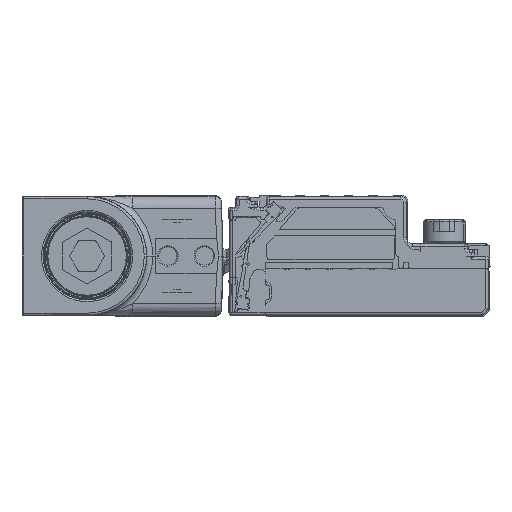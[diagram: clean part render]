
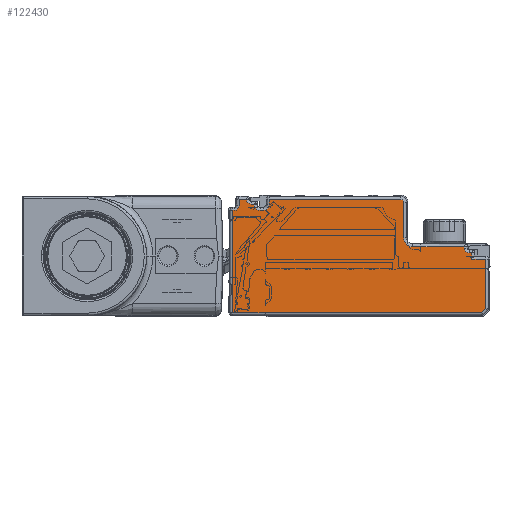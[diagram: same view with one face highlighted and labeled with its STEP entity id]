
A CAD part, left-side view. The second image highlights one B-rep face of the part: STEP entity #122430.
In plain terms, the highlighted planar face has unit normal (-1, 0, 0).
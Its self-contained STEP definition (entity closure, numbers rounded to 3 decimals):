
#119102=AXIS2_PLACEMENT_3D('Circle Axis2P3D',#119100,#119101,$) ;
#122225=AXIS2_PLACEMENT_3D('Circle Axis2P3D',#122223,#122224,$) ;
#122261=AXIS2_PLACEMENT_3D('Plane Axis2P3D',#122258,#122259,#122260) ;
#122291=AXIS2_PLACEMENT_3D('Circle Axis2P3D',#122289,#122290,$) ;
#122310=AXIS2_PLACEMENT_3D('Circle Axis2P3D',#122308,#122309,$) ;
#122324=AXIS2_PLACEMENT_3D('Circle Axis2P3D',#122322,#122323,$) ;
#122338=AXIS2_PLACEMENT_3D('Circle Axis2P3D',#122336,#122337,$) ;
#122359=AXIS2_PLACEMENT_3D('Circle Axis2P3D',#122357,#122358,$) ;
#117879=CARTESIAN_POINT('Vertex',(-728.,36.3,11.3)) ;
#117882=CARTESIAN_POINT('Line Origine',(-728.,21.5,11.3)) ;
#117886=CARTESIAN_POINT('Vertex',(-728.,14.7,11.3)) ;
#119058=CARTESIAN_POINT('Vertex',(-728.,3.,2.5)) ;
#119097=CARTESIAN_POINT('Vertex',(-728.,4.2,3.3)) ;
#119100=CARTESIAN_POINT('Axis2P3D Location',(-728.,3.4,3.3)) ;
#119104=CARTESIAN_POINT('Vertex',(-728.,3.4,2.5)) ;
#122223=CARTESIAN_POINT('Axis2P3D Location',(-728.,14.7,10.8)) ;
#122227=CARTESIAN_POINT('Vertex',(-728.,14.2,10.8)) ;
#122258=CARTESIAN_POINT('Axis2P3D Location',(-728.,0.2,-7.8)) ;
#122263=CARTESIAN_POINT('Line Origine',(-728.,3.,2.)) ;
#122267=CARTESIAN_POINT('Vertex',(-728.,3.,1.5)) ;
#122270=CARTESIAN_POINT('Line Origine',(-728.,3.2,2.5)) ;
#122275=CARTESIAN_POINT('Line Origine',(-728.,4.2,3.4)) ;
#122279=CARTESIAN_POINT('Vertex',(-728.,4.2,3.5)) ;
#122282=CARTESIAN_POINT('Line Origine',(-728.,8.45,3.5)) ;
#122286=CARTESIAN_POINT('Vertex',(-728.,12.7,3.5)) ;
#122289=CARTESIAN_POINT('Axis2P3D Location',(-728.,12.7,5.)) ;
#122293=CARTESIAN_POINT('Vertex',(-728.,14.2,5.)) ;
#122296=CARTESIAN_POINT('Line Origine',(-728.,14.2,7.9)) ;
#122301=CARTESIAN_POINT('Line Origine',(-728.,36.3,10.9)) ;
#122305=CARTESIAN_POINT('Vertex',(-728.,36.3,10.5)) ;
#122308=CARTESIAN_POINT('Axis2P3D Location',(-728.,37.3,10.5)) ;
#122312=CARTESIAN_POINT('Vertex',(-728.,37.3,9.5)) ;
#122315=CARTESIAN_POINT('Line Origine',(-728.,37.55,9.5)) ;
#122319=CARTESIAN_POINT('Vertex',(-728.,37.8,9.5)) ;
#122322=CARTESIAN_POINT('Axis2P3D Location',(-728.,37.8,10.5)) ;
#122326=CARTESIAN_POINT('Vertex',(-728.,38.8,10.5)) ;
#122329=CARTESIAN_POINT('Line Origine',(-728.,39.05,10.5)) ;
#122333=CARTESIAN_POINT('Vertex',(-728.,39.3,10.5)) ;
#122336=CARTESIAN_POINT('Axis2P3D Location',(-728.,39.3,11.3)) ;
#122340=CARTESIAN_POINT('Vertex',(-728.,40.1,11.3)) ;
#122343=CARTESIAN_POINT('Line Origine',(-728.,40.7,11.3)) ;
#122347=CARTESIAN_POINT('Vertex',(-728.,41.3,11.3)) ;
#122350=CARTESIAN_POINT('Line Origine',(-728.,41.3,10.8)) ;
#122354=CARTESIAN_POINT('Vertex',(-728.,41.3,10.3)) ;
#122357=CARTESIAN_POINT('Axis2P3D Location',(-728.,42.1,10.3)) ;
#122361=CARTESIAN_POINT('Vertex',(-728.,42.1,9.5)) ;
#122364=CARTESIAN_POINT('Line Origine',(-728.,42.2,9.5)) ;
#122368=CARTESIAN_POINT('Vertex',(-728.,42.3,9.5)) ;
#122371=CARTESIAN_POINT('Line Origine',(-728.,42.3,1.1)) ;
#122375=CARTESIAN_POINT('Vertex',(-728.,42.3,-7.3)) ;
#122378=CARTESIAN_POINT('Line Origine',(-728.,21.854,-7.3)) ;
#122382=CARTESIAN_POINT('Vertex',(-728.,1.407,-7.3)) ;
#122385=CARTESIAN_POINT('Line Origine',(-728.,1.054,-6.946)) ;
#122389=CARTESIAN_POINT('Vertex',(-728.,0.7,-6.593)) ;
#122392=CARTESIAN_POINT('Line Origine',(-728.,0.7,-2.546)) ;
#122396=CARTESIAN_POINT('Vertex',(-728.,0.7,1.5)) ;
#122399=CARTESIAN_POINT('Line Origine',(-728.,1.85,1.5)) ;
#117883=DIRECTION('Vector Direction',(0.,-1.,0.)) ;
#119101=DIRECTION('Axis2P3D Direction',(1.,0.,0.)) ;
#122224=DIRECTION('Axis2P3D Direction',(1.,0.,0.)) ;
#122259=DIRECTION('Axis2P3D Direction',(-1.,0.,0.)) ;
#122260=DIRECTION('Axis2P3D XDirection',(0.,0.,1.)) ;
#122264=DIRECTION('Vector Direction',(0.,0.,1.)) ;
#122271=DIRECTION('Vector Direction',(0.,1.,0.)) ;
#122276=DIRECTION('Vector Direction',(0.,0.,-1.)) ;
#122283=DIRECTION('Vector Direction',(0.,1.,0.)) ;
#122290=DIRECTION('Axis2P3D Direction',(-1.,0.,0.)) ;
#122297=DIRECTION('Vector Direction',(0.,0.,1.)) ;
#122302=DIRECTION('Vector Direction',(0.,0.,-1.)) ;
#122309=DIRECTION('Axis2P3D Direction',(-1.,0.,0.)) ;
#122316=DIRECTION('Vector Direction',(0.,1.,0.)) ;
#122323=DIRECTION('Axis2P3D Direction',(-1.,0.,0.)) ;
#122330=DIRECTION('Vector Direction',(0.,-1.,0.)) ;
#122337=DIRECTION('Axis2P3D Direction',(-1.,0.,0.)) ;
#122344=DIRECTION('Vector Direction',(0.,1.,0.)) ;
#122351=DIRECTION('Vector Direction',(0.,0.,-1.)) ;
#122358=DIRECTION('Axis2P3D Direction',(-1.,0.,0.)) ;
#122365=DIRECTION('Vector Direction',(0.,1.,0.)) ;
#122372=DIRECTION('Vector Direction',(0.,0.,-1.)) ;
#122379=DIRECTION('Vector Direction',(0.,-1.,0.)) ;
#122386=DIRECTION('Vector Direction',(0.,-0.707,0.707)) ;
#122393=DIRECTION('Vector Direction',(0.,0.,1.)) ;
#122400=DIRECTION('Vector Direction',(0.,1.,0.)) ;
#117884=VECTOR('Line Direction',#117883,1.) ;
#122265=VECTOR('Line Direction',#122264,1.) ;
#122272=VECTOR('Line Direction',#122271,1.) ;
#122277=VECTOR('Line Direction',#122276,1.) ;
#122284=VECTOR('Line Direction',#122283,1.) ;
#122298=VECTOR('Line Direction',#122297,1.) ;
#122303=VECTOR('Line Direction',#122302,1.) ;
#122317=VECTOR('Line Direction',#122316,1.) ;
#122331=VECTOR('Line Direction',#122330,1.) ;
#122345=VECTOR('Line Direction',#122344,1.) ;
#122352=VECTOR('Line Direction',#122351,1.) ;
#122366=VECTOR('Line Direction',#122365,1.) ;
#122373=VECTOR('Line Direction',#122372,1.) ;
#122380=VECTOR('Line Direction',#122379,1.) ;
#122387=VECTOR('Line Direction',#122386,1.) ;
#122394=VECTOR('Line Direction',#122393,1.) ;
#122401=VECTOR('Line Direction',#122400,1.) ;
#122405=ORIENTED_EDGE('',*,*,#122269,.T.) ;
#122406=ORIENTED_EDGE('',*,*,#122274,.T.) ;
#122407=ORIENTED_EDGE('',*,*,#119106,.T.) ;
#122408=ORIENTED_EDGE('',*,*,#122281,.T.) ;
#122409=ORIENTED_EDGE('',*,*,#122288,.T.) ;
#122410=ORIENTED_EDGE('',*,*,#122295,.T.) ;
#122411=ORIENTED_EDGE('',*,*,#122300,.T.) ;
#122412=ORIENTED_EDGE('',*,*,#122229,.T.) ;
#122413=ORIENTED_EDGE('',*,*,#117888,.T.) ;
#122414=ORIENTED_EDGE('',*,*,#122307,.T.) ;
#122415=ORIENTED_EDGE('',*,*,#122314,.T.) ;
#122416=ORIENTED_EDGE('',*,*,#122321,.T.) ;
#122417=ORIENTED_EDGE('',*,*,#122328,.T.) ;
#122418=ORIENTED_EDGE('',*,*,#122335,.T.) ;
#122419=ORIENTED_EDGE('',*,*,#122342,.T.) ;
#122420=ORIENTED_EDGE('',*,*,#122349,.T.) ;
#122421=ORIENTED_EDGE('',*,*,#122356,.T.) ;
#122422=ORIENTED_EDGE('',*,*,#122363,.T.) ;
#122423=ORIENTED_EDGE('',*,*,#122370,.T.) ;
#122424=ORIENTED_EDGE('',*,*,#122377,.T.) ;
#122425=ORIENTED_EDGE('',*,*,#122384,.T.) ;
#122426=ORIENTED_EDGE('',*,*,#122391,.T.) ;
#122427=ORIENTED_EDGE('',*,*,#122398,.T.) ;
#122428=ORIENTED_EDGE('',*,*,#122403,.T.) ;
#122430=ADVANCED_FACE('Brep With Voids',(#122429),#122262,.T.) ;
#119103=CIRCLE('generated circle',#119102,0.8) ;
#122226=CIRCLE('generated circle',#122225,0.5) ;
#122292=CIRCLE('generated circle',#122291,1.5) ;
#122311=CIRCLE('generated circle',#122310,1.) ;
#122325=CIRCLE('generated circle',#122324,1.) ;
#122339=CIRCLE('generated circle',#122338,0.8) ;
#122360=CIRCLE('generated circle',#122359,0.8) ;
#117888=EDGE_CURVE('',#117887,#117880,#117885,.F.) ;
#119106=EDGE_CURVE('',#119105,#119098,#119103,.T.) ;
#122229=EDGE_CURVE('',#122228,#117887,#122226,.F.) ;
#122269=EDGE_CURVE('',#122268,#119059,#122266,.T.) ;
#122274=EDGE_CURVE('',#119059,#119105,#122273,.T.) ;
#122281=EDGE_CURVE('',#119098,#122280,#122278,.F.) ;
#122288=EDGE_CURVE('',#122280,#122287,#122285,.T.) ;
#122295=EDGE_CURVE('',#122287,#122294,#122292,.F.) ;
#122300=EDGE_CURVE('',#122294,#122228,#122299,.T.) ;
#122307=EDGE_CURVE('',#117880,#122306,#122304,.T.) ;
#122314=EDGE_CURVE('',#122306,#122313,#122311,.F.) ;
#122321=EDGE_CURVE('',#122313,#122320,#122318,.T.) ;
#122328=EDGE_CURVE('',#122320,#122327,#122325,.F.) ;
#122335=EDGE_CURVE('',#122327,#122334,#122332,.F.) ;
#122342=EDGE_CURVE('',#122334,#122341,#122339,.F.) ;
#122349=EDGE_CURVE('',#122341,#122348,#122346,.T.) ;
#122356=EDGE_CURVE('',#122348,#122355,#122353,.T.) ;
#122363=EDGE_CURVE('',#122355,#122362,#122360,.F.) ;
#122370=EDGE_CURVE('',#122362,#122369,#122367,.T.) ;
#122377=EDGE_CURVE('',#122369,#122376,#122374,.T.) ;
#122384=EDGE_CURVE('',#122376,#122383,#122381,.T.) ;
#122391=EDGE_CURVE('',#122383,#122390,#122388,.T.) ;
#122398=EDGE_CURVE('',#122390,#122397,#122395,.T.) ;
#122403=EDGE_CURVE('',#122397,#122268,#122402,.T.) ;
#122404=EDGE_LOOP('',(#122405,#122406,#122407,#122408,#122409,#122410,#122411,#122412,#122413,#122414,#122415,#122416,#122417,#122418,#122419,#122420,#122421,#122422,#122423,#122424,#122425,#122426,#122427,#122428)) ;
#122429=FACE_OUTER_BOUND('',#122404,.T.) ;
#117885=LINE('Line',#117882,#117884) ;
#122266=LINE('Line',#122263,#122265) ;
#122273=LINE('Line',#122270,#122272) ;
#122278=LINE('Line',#122275,#122277) ;
#122285=LINE('Line',#122282,#122284) ;
#122299=LINE('Line',#122296,#122298) ;
#122304=LINE('Line',#122301,#122303) ;
#122318=LINE('Line',#122315,#122317) ;
#122332=LINE('Line',#122329,#122331) ;
#122346=LINE('Line',#122343,#122345) ;
#122353=LINE('Line',#122350,#122352) ;
#122367=LINE('Line',#122364,#122366) ;
#122374=LINE('Line',#122371,#122373) ;
#122381=LINE('Line',#122378,#122380) ;
#122388=LINE('Line',#122385,#122387) ;
#122395=LINE('Line',#122392,#122394) ;
#122402=LINE('Line',#122399,#122401) ;
#122262=PLANE('',#122261) ;
#117880=VERTEX_POINT('',#117879) ;
#117887=VERTEX_POINT('',#117886) ;
#119059=VERTEX_POINT('',#119058) ;
#119098=VERTEX_POINT('',#119097) ;
#119105=VERTEX_POINT('',#119104) ;
#122228=VERTEX_POINT('',#122227) ;
#122268=VERTEX_POINT('',#122267) ;
#122280=VERTEX_POINT('',#122279) ;
#122287=VERTEX_POINT('',#122286) ;
#122294=VERTEX_POINT('',#122293) ;
#122306=VERTEX_POINT('',#122305) ;
#122313=VERTEX_POINT('',#122312) ;
#122320=VERTEX_POINT('',#122319) ;
#122327=VERTEX_POINT('',#122326) ;
#122334=VERTEX_POINT('',#122333) ;
#122341=VERTEX_POINT('',#122340) ;
#122348=VERTEX_POINT('',#122347) ;
#122355=VERTEX_POINT('',#122354) ;
#122362=VERTEX_POINT('',#122361) ;
#122369=VERTEX_POINT('',#122368) ;
#122376=VERTEX_POINT('',#122375) ;
#122383=VERTEX_POINT('',#122382) ;
#122390=VERTEX_POINT('',#122389) ;
#122397=VERTEX_POINT('',#122396) ;
